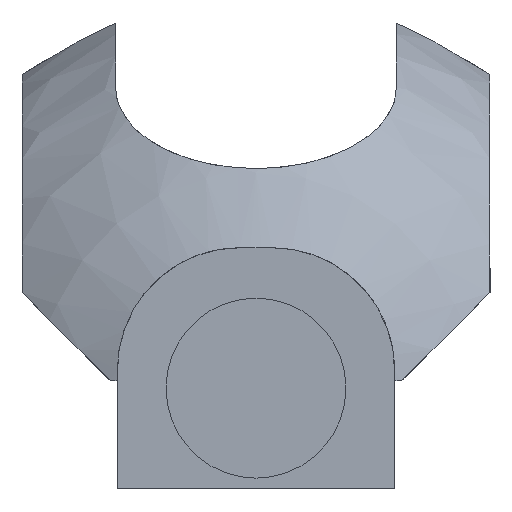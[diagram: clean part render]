
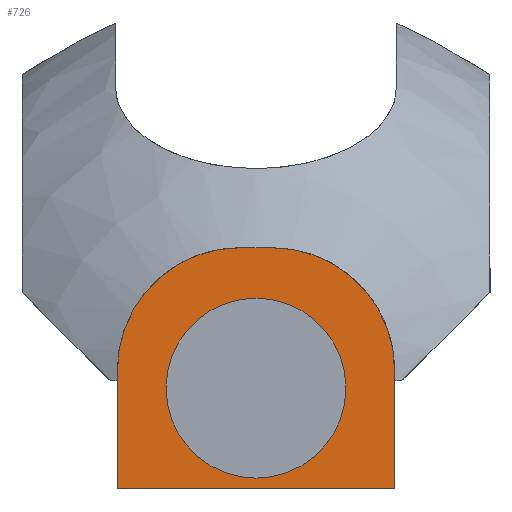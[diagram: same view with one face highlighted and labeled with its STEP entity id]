
A CAD part, left-side view. The second image highlights one B-rep face of the part: STEP entity #726.
In plain terms, the highlighted planar face has unit normal (-1, 0, 0).
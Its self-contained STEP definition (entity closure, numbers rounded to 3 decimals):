
#33=FACE_BOUND('',#143,.T.);
#40=CIRCLE('',#764,1.25);
#42=CIRCLE('',#770,1.7);
#44=CIRCLE('',#774,1.7);
#100=FACE_OUTER_BOUND('',#142,.T.);
#142=EDGE_LOOP('',(#531,#532,#533,#534,#535,#536));
#143=EDGE_LOOP('',(#537));
#191=LINE('',#1121,#248);
#195=LINE('',#1151,#252);
#199=LINE('',#1180,#256);
#200=LINE('',#1183,#257);
#248=VECTOR('',#891,1.);
#252=VECTOR('',#903,1.);
#256=VECTOR('',#913,1.);
#257=VECTOR('',#918,1.);
#296=VERTEX_POINT('',#1100);
#303=VERTEX_POINT('',#1118);
#304=VERTEX_POINT('',#1120);
#306=VERTEX_POINT('',#1143);
#308=VERTEX_POINT('',#1149);
#310=VERTEX_POINT('',#1172);
#312=VERTEX_POINT('',#1178);
#374=EDGE_CURVE('',#296,#296,#40,.T.);
#382=EDGE_CURVE('',#304,#303,#191,.T.);
#386=EDGE_CURVE('',#303,#306,#42,.T.);
#389=EDGE_CURVE('',#306,#308,#195,.T.);
#392=EDGE_CURVE('',#308,#310,#44,.T.);
#395=EDGE_CURVE('',#310,#312,#199,.T.);
#397=EDGE_CURVE('',#312,#304,#200,.T.);
#531=ORIENTED_EDGE('',*,*,#382,.T.);
#532=ORIENTED_EDGE('',*,*,#386,.T.);
#533=ORIENTED_EDGE('',*,*,#389,.T.);
#534=ORIENTED_EDGE('',*,*,#392,.T.);
#535=ORIENTED_EDGE('',*,*,#395,.T.);
#536=ORIENTED_EDGE('',*,*,#397,.T.);
#537=ORIENTED_EDGE('',*,*,#374,.T.);
#693=PLANE('',#778);
#726=ADVANCED_FACE('',(#100,#33),#693,.F.);
#764=AXIS2_PLACEMENT_3D('',#1102,#875,#876);
#770=AXIS2_PLACEMENT_3D('',#1145,#896,#897);
#774=AXIS2_PLACEMENT_3D('',#1174,#907,#908);
#778=AXIS2_PLACEMENT_3D('',#1184,#919,#920);
#875=DIRECTION('center_axis',(1.,0.,0.));
#876=DIRECTION('ref_axis',(0.,1.,0.));
#891=DIRECTION('',(0.,0.,1.));
#896=DIRECTION('center_axis',(-1.,0.,0.));
#897=DIRECTION('ref_axis',(0.,-1.,0.));
#903=DIRECTION('',(0.,1.,0.));
#907=DIRECTION('center_axis',(-1.,0.,0.));
#908=DIRECTION('ref_axis',(0.,0.,1.));
#913=DIRECTION('',(0.,0.,-1.));
#918=DIRECTION('',(0.,-1.,0.));
#919=DIRECTION('center_axis',(1.,0.,0.));
#920=DIRECTION('ref_axis',(0.,0.,-1.));
#1100=CARTESIAN_POINT('',(3271.247,1429.757,6.119));
#1102=CARTESIAN_POINT('Origin',(3271.247,1431.007,6.119));
#1118=CARTESIAN_POINT('',(3271.247,1429.082,6.369));
#1120=CARTESIAN_POINT('',(3271.247,1429.082,4.719));
#1121=CARTESIAN_POINT('',(3271.247,1429.082,4.719));
#1143=CARTESIAN_POINT('',(3271.247,1430.782,8.069));
#1145=CARTESIAN_POINT('Origin',(3271.247,1430.782,6.369));
#1149=CARTESIAN_POINT('',(3271.247,1431.232,8.069));
#1151=CARTESIAN_POINT('',(3271.247,1430.782,8.069));
#1172=CARTESIAN_POINT('',(3271.247,1432.932,6.369));
#1174=CARTESIAN_POINT('Origin',(3271.247,1431.232,6.369));
#1178=CARTESIAN_POINT('',(3271.247,1432.932,4.719));
#1180=CARTESIAN_POINT('',(3271.247,1432.932,6.369));
#1183=CARTESIAN_POINT('',(3271.247,1432.932,4.719));
#1184=CARTESIAN_POINT('Origin',(3271.247,1431.007,6.027));
